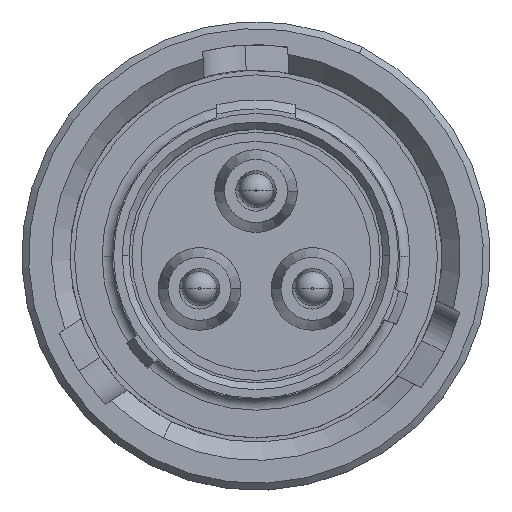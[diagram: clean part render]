
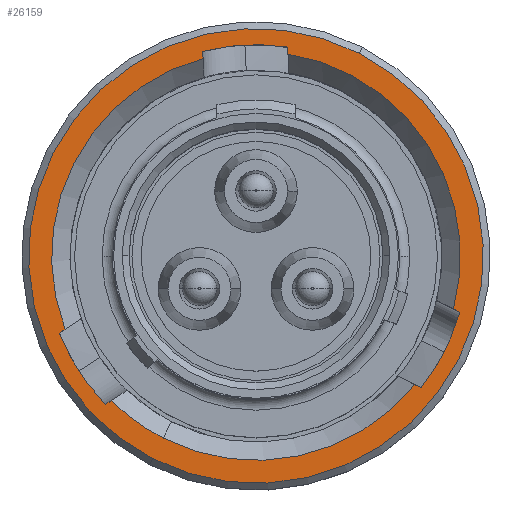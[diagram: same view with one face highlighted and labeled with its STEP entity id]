
A CAD part, top view. The second image highlights one B-rep face of the part: STEP entity #26159.
In plain terms, the highlighted planar face has unit normal (0, 0, 1).
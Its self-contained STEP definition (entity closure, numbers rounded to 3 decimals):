
#2889 = DIRECTION ( 'NONE',  ( 0.891, -0.454, 0. ) ) ;
#3636 = DIRECTION ( 'NONE',  ( 0., 0., 1. ) ) ;
#4771 = VERTEX_POINT ( 'NONE', #96088 ) ;
#4819 = DIRECTION ( 'NONE',  ( 0., 0., 1. ) ) ;
#4959 = ORIENTED_EDGE ( 'NONE', *, *, #77042, .F. ) ;
#5309 = AXIS2_PLACEMENT_3D ( 'NONE', #18723, #168194, #40314 ) ;
#6596 = DIRECTION ( 'NONE',  ( 0., 0., 1. ) ) ;
#18723 = CARTESIAN_POINT ( 'NONE',  ( 3.965, -2.02, 16.54 ) ) ;
#26060 = DIRECTION ( 'NONE',  ( -0.839, -0.545, 0. ) ) ;
#26146 = EDGE_CURVE ( 'NONE', #268746, #174330, #161936, .T. ) ;
#26159 = ADVANCED_FACE ( 'NONE', ( #98313, #41620 ), #124206, .F. ) ;
#26435 = CARTESIAN_POINT ( 'NONE',  ( -1.16, 4.451, 16.54 ) ) ;
#26480 = CARTESIAN_POINT ( 'NONE',  ( 0.688, 4.548, 16.54 ) ) ;
#27817 = DIRECTION ( 'NONE',  ( 0., 0., 1. ) ) ;
#28310 = VERTEX_POINT ( 'NONE', #188270 ) ;
#29563 = DIRECTION ( 'NONE',  ( 0., 0., 1. ) ) ;
#32424 = AXIS2_PLACEMENT_3D ( 'NONE', #231113, #102995, #252601 ) ;
#36057 = ORIENTED_EDGE ( 'NONE', *, *, #134428, .F. ) ;
#37041 = DIRECTION ( 'NONE',  ( 0.839, 0.545, 0. ) ) ;
#37209 = CARTESIAN_POINT ( 'NONE',  ( 2.247, 4.41, 16.54 ) ) ;
#37523 = CARTESIAN_POINT ( 'NONE',  ( 4.435, -1.222, 16.54 ) ) ;
#39219 = EDGE_CURVE ( 'NONE', #174330, #145847, #102197, .T. ) ;
#40314 = DIRECTION ( 'NONE',  ( 0.454, 0.891, 0. ) ) ;
#41434 = DIRECTION ( 'NONE',  ( 0., 0., 1. ) ) ;
#41620 = FACE_OUTER_BOUND ( 'NONE', #55312, .T. ) ;
#43087 = CARTESIAN_POINT ( 'NONE',  ( 0., 0., 16.54 ) ) ;
#45702 = CARTESIAN_POINT ( 'NONE',  ( 3.458, -2.8, 16.54 ) ) ;
#46782 = VERTEX_POINT ( 'NONE', #264076 ) ;
#47943 = DIRECTION ( 'NONE',  ( 0.052, -0.999, 0. ) ) ;
#47990 = DIRECTION ( 'NONE',  ( -0.052, 0.999, 0. ) ) ;
#48979 = CARTESIAN_POINT ( 'NONE',  ( 0., 0., 16.54 ) ) ;
#53605 = EDGE_CURVE ( 'NONE', #165383, #231373, #112230, .T. ) ;
#54393 = CARTESIAN_POINT ( 'NONE',  ( -1.16, 4.451, 16.54 ) ) ;
#55312 = EDGE_LOOP ( 'NONE', ( #55929, #246789 ) ) ;
#55929 = ORIENTED_EDGE ( 'NONE', *, *, #251132, .T. ) ;
#57884 = VERTEX_POINT ( 'NONE', #183558 ) ;
#59516 = CARTESIAN_POINT ( 'NONE',  ( -3.275, -3.23, 16.54 ) ) ;
#61791 = AXIS2_PLACEMENT_3D ( 'NONE', #134584, #6596, #156206 ) ;
#63062 = AXIS2_PLACEMENT_3D ( 'NONE', #169351, #41434, #190844 ) ;
#63970 = EDGE_CURVE ( 'NONE', #46782, #28310, #219158, .T. ) ;
#64595 = DIRECTION ( 'NONE',  ( -0.454, -0.891, 0. ) ) ;
#66399 = CARTESIAN_POINT ( 'NONE',  ( 0.688, 4.548, 16.54 ) ) ;
#69801 = CARTESIAN_POINT ( 'NONE',  ( -2.02, -3.965, 16.54 ) ) ;
#70425 = DIRECTION ( 'NONE',  ( -0.454, -0.891, 0. ) ) ;
#70536 = AXIS2_PLACEMENT_3D ( 'NONE', #131572, #3636, #153168 ) ;
#77042 = EDGE_CURVE ( 'NONE', #4771, #165383, #201522, .T. ) ;
#78393 = CIRCLE ( 'NONE', #149050, 4.95 ) ;
#81327 = DIRECTION ( 'NONE',  ( -0.891, 0.454, 0. ) ) ;
#86519 = EDGE_CURVE ( 'NONE', #204172, #126755, #144689, .T. ) ;
#86976 = EDGE_CURVE ( 'NONE', #28310, #4771, #167815, .T. ) ;
#92643 = EDGE_CURVE ( 'NONE', #145847, #233651, #100119, .T. ) ;
#96088 = CARTESIAN_POINT ( 'NONE',  ( -3.147, -3.146, 16.54 ) ) ;
#98313 = FACE_BOUND ( 'NONE', #220169, .T. ) ;
#98949 = ORIENTED_EDGE ( 'NONE', *, *, #39219, .F. ) ;
#99692 = EDGE_CURVE ( 'NONE', #196985, #46782, #274504, .T. ) ;
#100119 = LINE ( 'NONE', #26480, #213942 ) ;
#102197 = CIRCLE ( 'NONE', #137710, 4.45 ) ;
#102995 = DIRECTION ( 'NONE',  ( 0., 0., 1. ) ) ;
#107747 = CARTESIAN_POINT ( 'NONE',  ( 0.696, 4.395, 16.54 ) ) ;
#110801 = VECTOR ( 'NONE', #37041, 1000. ) ;
#111781 = CARTESIAN_POINT ( 'NONE',  ( -4.283, -1.678, 16.54 ) ) ;
#112230 = CIRCLE ( 'NONE', #236536, 4.45 ) ;
#114823 = ORIENTED_EDGE ( 'NONE', *, *, #86519, .F. ) ;
#120507 = ORIENTED_EDGE ( 'NONE', *, *, #167997, .F. ) ;
#124206 = PLANE ( 'NONE',  #5309 ) ;
#126755 = VERTEX_POINT ( 'NONE', #219586 ) ;
#130817 = CARTESIAN_POINT ( 'NONE',  ( 3.595, -2.87, 16.54 ) ) ;
#131572 = CARTESIAN_POINT ( 'NONE',  ( 0., 0., 16.54 ) ) ;
#132750 = CARTESIAN_POINT ( 'NONE',  ( 0., 0., 16.54 ) ) ;
#134184 = ORIENTED_EDGE ( 'NONE', *, *, #63970, .F. ) ;
#134428 = EDGE_CURVE ( 'NONE', #233651, #204172, #256371, .T. ) ;
#134584 = CARTESIAN_POINT ( 'NONE',  ( 0., 0., 16.54 ) ) ;
#137710 = AXIS2_PLACEMENT_3D ( 'NONE', #48979, #198449, #70425 ) ;
#144689 = LINE ( 'NONE', #26435, #251734 ) ;
#145847 = VERTEX_POINT ( 'NONE', #107747 ) ;
#149050 = AXIS2_PLACEMENT_3D ( 'NONE', #43087, #192554, #64595 ) ;
#150376 = ORIENTED_EDGE ( 'NONE', *, *, #271619, .F. ) ;
#153168 = DIRECTION ( 'NONE',  ( -0.454, -0.891, 0. ) ) ;
#154358 = DIRECTION ( 'NONE',  ( -0.454, -0.891, 0. ) ) ;
#155216 = VECTOR ( 'NONE', #81327, 1000. ) ;
#155758 = CARTESIAN_POINT ( 'NONE',  ( 0., 0., 16.54 ) ) ;
#156206 = DIRECTION ( 'NONE',  ( -0.454, -0.891, 0. ) ) ;
#157490 = CARTESIAN_POINT ( 'NONE',  ( 0., 0., 16.54 ) ) ;
#160519 = LINE ( 'NONE', #130817, #267516 ) ;
#161936 = LINE ( 'NONE', #37523, #155216 ) ;
#162456 = CARTESIAN_POINT ( 'NONE',  ( -4.154, -1.595, 16.54 ) ) ;
#163887 = ORIENTED_EDGE ( 'NONE', *, *, #224218, .F. ) ;
#165383 = VERTEX_POINT ( 'NONE', #69801 ) ;
#167815 = LINE ( 'NONE', #59516, #110801 ) ;
#167997 = EDGE_CURVE ( 'NONE', #231373, #217439, #160519, .T. ) ;
#168194 = DIRECTION ( 'NONE',  ( 0., 0., -1. ) ) ;
#169351 = CARTESIAN_POINT ( 'NONE',  ( 0., 0., 16.54 ) ) ;
#170006 = CIRCLE ( 'NONE', #63062, 4.45 ) ;
#174188 = CIRCLE ( 'NONE', #70536, 4.6 ) ;
#174330 = VERTEX_POINT ( 'NONE', #217492 ) ;
#174955 = ORIENTED_EDGE ( 'NONE', *, *, #99692, .F. ) ;
#177275 = DIRECTION ( 'NONE',  ( -0.454, -0.891, 0. ) ) ;
#179040 = DIRECTION ( 'NONE',  ( 0.999, 0.052, 0. ) ) ;
#180000 = VERTEX_POINT ( 'NONE', #37209 ) ;
#183558 = CARTESIAN_POINT ( 'NONE',  ( -2.247, -4.41, 16.54 ) ) ;
#188009 = ORIENTED_EDGE ( 'NONE', *, *, #92643, .F. ) ;
#188270 = CARTESIAN_POINT ( 'NONE',  ( -3.275, -3.23, 16.54 ) ) ;
#190844 = DIRECTION ( 'NONE',  ( -0.454, -0.891, 0. ) ) ;
#192554 = DIRECTION ( 'NONE',  ( 0., 0., 1. ) ) ;
#196985 = VERTEX_POINT ( 'NONE', #162456 ) ;
#198449 = DIRECTION ( 'NONE',  ( 0., 0., 1. ) ) ;
#200540 = CARTESIAN_POINT ( 'NONE',  ( 3.595, -2.87, 16.54 ) ) ;
#201522 = CIRCLE ( 'NONE', #259162, 4.45 ) ;
#204172 = VERTEX_POINT ( 'NONE', #54393 ) ;
#213942 = VECTOR ( 'NONE', #47990, 1000. ) ;
#217439 = VERTEX_POINT ( 'NONE', #200540 ) ;
#217492 = CARTESIAN_POINT ( 'NONE',  ( 4.298, -1.152, 16.54 ) ) ;
#217652 = VECTOR ( 'NONE', #26060, 1000. ) ;
#219158 = CIRCLE ( 'NONE', #32424, 4.6 ) ;
#219586 = CARTESIAN_POINT ( 'NONE',  ( -1.152, 4.298, 16.54 ) ) ;
#220169 = EDGE_LOOP ( 'NONE', ( #134184, #174955, #150376, #114823, #36057, #188009, #98949, #269452, #163887, #120507, #223585, #4959, #222653 ) ) ;
#222653 = ORIENTED_EDGE ( 'NONE', *, *, #86976, .F. ) ;
#223585 = ORIENTED_EDGE ( 'NONE', *, *, #53605, .F. ) ;
#224218 = EDGE_CURVE ( 'NONE', #217439, #268746, #174188, .T. ) ;
#231113 = CARTESIAN_POINT ( 'NONE',  ( 0., 0., 16.54 ) ) ;
#231373 = VERTEX_POINT ( 'NONE', #45702 ) ;
#233651 = VERTEX_POINT ( 'NONE', #66399 ) ;
#236536 = AXIS2_PLACEMENT_3D ( 'NONE', #132750, #4819, #154358 ) ;
#240088 = CARTESIAN_POINT ( 'NONE',  ( 4.435, -1.222, 16.54 ) ) ;
#246789 = ORIENTED_EDGE ( 'NONE', *, *, #257660, .T. ) ;
#251132 = EDGE_CURVE ( 'NONE', #180000, #57884, #253415, .T. ) ;
#251734 = VECTOR ( 'NONE', #47943, 1000. ) ;
#252601 = DIRECTION ( 'NONE',  ( -0.545, 0.839, 0. ) ) ;
#253415 = CIRCLE ( 'NONE', #61791, 4.95 ) ;
#256371 = CIRCLE ( 'NONE', #260477, 4.6 ) ;
#257660 = EDGE_CURVE ( 'NONE', #57884, #180000, #78393, .T. ) ;
#259162 = AXIS2_PLACEMENT_3D ( 'NONE', #155758, #27817, #177275 ) ;
#260477 = AXIS2_PLACEMENT_3D ( 'NONE', #157490, #29563, #179040 ) ;
#264076 = CARTESIAN_POINT ( 'NONE',  ( -4.283, -1.678, 16.54 ) ) ;
#267516 = VECTOR ( 'NONE', #2889, 1000. ) ;
#268746 = VERTEX_POINT ( 'NONE', #240088 ) ;
#269452 = ORIENTED_EDGE ( 'NONE', *, *, #26146, .F. ) ;
#271619 = EDGE_CURVE ( 'NONE', #126755, #196985, #170006, .T. ) ;
#274504 = LINE ( 'NONE', #111781, #217652 ) ;
